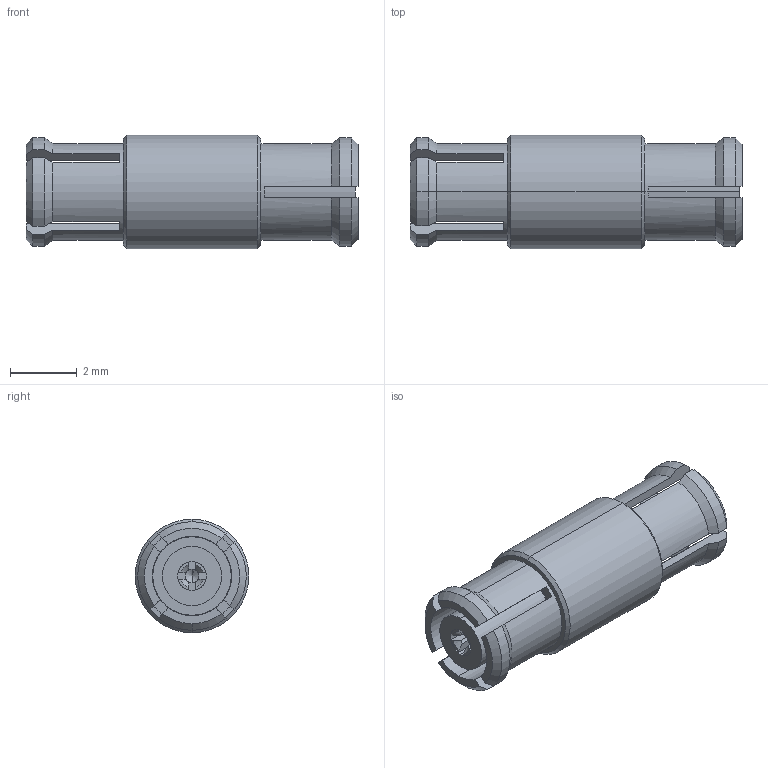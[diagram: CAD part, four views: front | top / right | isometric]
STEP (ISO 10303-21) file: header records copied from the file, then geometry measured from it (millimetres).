
FILE_DESCRIPTION (( 'STEP AP214' ), '1' );
FILE_NAME ('ÊÀÏÄ.434511.002 Ïåðåõîä ðîçåòêà-ðîçåòêà.STEP', '2023-05-03T03:27:09', ( '' ), ( '' ), 'SwSTEP 2.0', 'SolidWorks 2018', '' );
FILE_SCHEMA (( 'AUTOMOTIVE_DESIGN' ));
Length unit declared in the file: millimetre
Products named in the file (2): ÊÀÏÄ.434511.002 Ïåðåõîä ðîçåòêà-ðîçåòêà; Äåòàëü8^ÊÀÏÄ.434511.002 Ïåðåõîä ðîçåòêà-ðîçåòêà
Assembly tree (1 placements, depth 2):
  ÊÀÏÄ.434511.002 Ïåðåõîä ðîçåòêà-ðîçåòêà
    Äåòàëü8^ÊÀÏÄ.434511.002 Ïåðåõîä ðîçåòêà-ðîçåòêà
Bounding box: 9.93 x 3.4 x 3.4 mm (x, y, z)
Volume: 61.4 mm3; surface area: 262 mm2
Topology: 1 solids, 7 shells, 179 faces, 465 edges, 294 vertices
Faces by surface type: plane 74, cone 54, cylinder 51
Entity records: 5597 total; most frequent: CARTESIAN_POINT 1082, DIRECTION 975, ORIENTED_EDGE 922, EDGE_CURVE 461, AXIS2_PLACEMENT_3D 379, VERTEX_POINT 294, LINE 217, VECTOR 217
